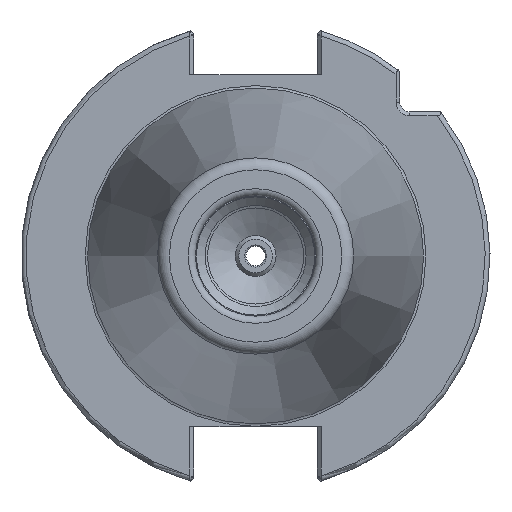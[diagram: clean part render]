
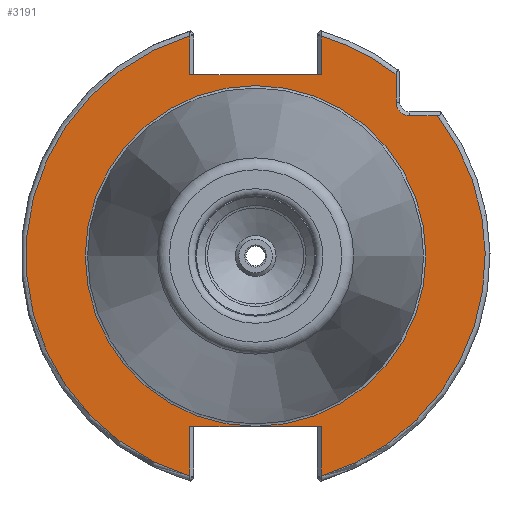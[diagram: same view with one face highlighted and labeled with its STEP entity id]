
A CAD part, left-side view. The second image highlights one B-rep face of the part: STEP entity #3191.
In plain terms, the highlighted planar face has unit normal (-1, 0, 0).
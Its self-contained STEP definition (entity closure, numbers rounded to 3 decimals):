
#207=FACE_BOUND('',#608,.T.);
#225=PLANE('',#3532);
#410=FACE_OUTER_BOUND('',#607,.T.);
#607=EDGE_LOOP('',(#2386,#2387,#2388,#2389,#2390,#2391,#2392,#2393,#2394,
#2395,#2396,#2397));
#608=EDGE_LOOP('',(#2398));
#781=LINE('',#5211,#964);
#803=LINE('',#5513,#986);
#805=LINE('',#5592,#988);
#806=LINE('',#5594,#989);
#807=LINE('',#5598,#990);
#808=LINE('',#5602,#991);
#809=LINE('',#5605,#992);
#810=LINE('',#5606,#993);
#964=VECTOR('',#3994,10.);
#986=VECTOR('',#4042,10.);
#988=VECTOR('',#4064,10.);
#989=VECTOR('',#4065,10.);
#990=VECTOR('',#4068,10.);
#991=VECTOR('',#4071,10.);
#992=VECTOR('',#4074,10.);
#993=VECTOR('',#4075,10.);
#1178=CIRCLE('',#3531,47.75);
#1179=CIRCLE('',#3533,47.75);
#1180=CIRCLE('',#3534,2.8);
#1181=CIRCLE('',#3535,47.75);
#1182=CIRCLE('',#3536,35.425);
#1362=VERTEX_POINT('',#5209);
#1363=VERTEX_POINT('',#5210);
#1391=VERTEX_POINT('',#5506);
#1394=VERTEX_POINT('',#5511);
#1401=VERTEX_POINT('',#5570);
#1403=VERTEX_POINT('',#5591);
#1404=VERTEX_POINT('',#5593);
#1405=VERTEX_POINT('',#5595);
#1406=VERTEX_POINT('',#5597);
#1407=VERTEX_POINT('',#5599);
#1408=VERTEX_POINT('',#5601);
#1409=VERTEX_POINT('',#5603);
#1410=VERTEX_POINT('',#5607);
#1717=EDGE_CURVE('',#1362,#1363,#781,.T.);
#1759=EDGE_CURVE('',#1394,#1391,#803,.T.);
#1771=EDGE_CURVE('',#1391,#1401,#1178,.T.);
#1774=EDGE_CURVE('',#1394,#1403,#805,.T.);
#1775=EDGE_CURVE('',#1404,#1403,#806,.T.);
#1776=EDGE_CURVE('',#1405,#1404,#1179,.T.);
#1777=EDGE_CURVE('',#1406,#1405,#807,.T.);
#1778=EDGE_CURVE('',#1407,#1406,#1180,.T.);
#1779=EDGE_CURVE('',#1408,#1407,#808,.T.);
#1780=EDGE_CURVE('',#1409,#1408,#1181,.T.);
#1781=EDGE_CURVE('',#1362,#1409,#809,.T.);
#1782=EDGE_CURVE('',#1401,#1363,#810,.T.);
#1783=EDGE_CURVE('',#1410,#1410,#1182,.T.);
#2386=ORIENTED_EDGE('',*,*,#1759,.F.);
#2387=ORIENTED_EDGE('',*,*,#1774,.T.);
#2388=ORIENTED_EDGE('',*,*,#1775,.F.);
#2389=ORIENTED_EDGE('',*,*,#1776,.F.);
#2390=ORIENTED_EDGE('',*,*,#1777,.F.);
#2391=ORIENTED_EDGE('',*,*,#1778,.F.);
#2392=ORIENTED_EDGE('',*,*,#1779,.F.);
#2393=ORIENTED_EDGE('',*,*,#1780,.F.);
#2394=ORIENTED_EDGE('',*,*,#1781,.F.);
#2395=ORIENTED_EDGE('',*,*,#1717,.T.);
#2396=ORIENTED_EDGE('',*,*,#1782,.F.);
#2397=ORIENTED_EDGE('',*,*,#1771,.F.);
#2398=ORIENTED_EDGE('',*,*,#1783,.T.);
#3191=ADVANCED_FACE('',(#410,#207),#225,.T.);
#3531=AXIS2_PLACEMENT_3D('',#5571,#4060,#4061);
#3532=AXIS2_PLACEMENT_3D('',#5590,#4062,#4063);
#3533=AXIS2_PLACEMENT_3D('',#5596,#4066,#4067);
#3534=AXIS2_PLACEMENT_3D('',#5600,#4069,#4070);
#3535=AXIS2_PLACEMENT_3D('',#5604,#4072,#4073);
#3536=AXIS2_PLACEMENT_3D('',#5608,#4076,#4077);
#3994=DIRECTION('',(0.,1.,0.));
#4042=DIRECTION('',(0.,0.,-1.));
#4060=DIRECTION('center_axis',(1.,0.,0.));
#4061=DIRECTION('ref_axis',(0.,0.,-1.));
#4062=DIRECTION('center_axis',(-1.,0.,0.));
#4063=DIRECTION('ref_axis',(0.,0.,1.));
#4064=DIRECTION('',(0.,-1.,0.));
#4065=DIRECTION('',(0.,0.,1.));
#4066=DIRECTION('center_axis',(1.,0.,0.));
#4067=DIRECTION('ref_axis',(0.,0.,-1.));
#4068=DIRECTION('',(0.,-1.,0.));
#4069=DIRECTION('center_axis',(-1.,0.,0.));
#4070=DIRECTION('ref_axis',(0.,1.,0.));
#4071=DIRECTION('',(0.,0.,-1.));
#4072=DIRECTION('center_axis',(1.,0.,0.));
#4073=DIRECTION('ref_axis',(0.,0.,-1.));
#4074=DIRECTION('',(0.,0.,1.));
#4075=DIRECTION('',(0.,0.,-1.));
#4076=DIRECTION('center_axis',(1.,0.,0.));
#4077=DIRECTION('ref_axis',(0.,0.,-1.));
#5209=CARTESIAN_POINT('',(3.2,-13.65,37.7));
#5210=CARTESIAN_POINT('',(3.2,13.65,37.7));
#5211=CARTESIAN_POINT('',(3.2,30.3,37.7));
#5506=CARTESIAN_POINT('',(3.2,13.65,-45.757));
#5511=CARTESIAN_POINT('',(3.2,13.65,-35.5));
#5513=CARTESIAN_POINT('',(3.2,13.65,-17.75));
#5570=CARTESIAN_POINT('',(3.2,13.65,45.757));
#5571=CARTESIAN_POINT('Origin',(3.2,0.,0.));
#5590=CARTESIAN_POINT('Origin',(3.2,47.75,0.));
#5591=CARTESIAN_POINT('',(3.2,-13.65,-35.5));
#5592=CARTESIAN_POINT('',(3.2,17.45,-35.5));
#5593=CARTESIAN_POINT('',(3.2,-13.65,-45.757));
#5594=CARTESIAN_POINT('',(3.2,-13.65,-27.75));
#5595=CARTESIAN_POINT('',(3.2,-37.781,29.2));
#5596=CARTESIAN_POINT('Origin',(3.2,0.,0.));
#5597=CARTESIAN_POINT('',(3.2,-32.,29.2));
#5598=CARTESIAN_POINT('',(3.2,7.875,29.2));
#5599=CARTESIAN_POINT('',(3.2,-29.2,32.));
#5600=CARTESIAN_POINT('Origin',(3.2,-32.,32.));
#5601=CARTESIAN_POINT('',(3.2,-29.2,37.781));
#5602=CARTESIAN_POINT('',(3.2,-29.2,20.));
#5603=CARTESIAN_POINT('',(3.2,-13.65,45.757));
#5604=CARTESIAN_POINT('Origin',(3.2,0.,0.));
#5605=CARTESIAN_POINT('',(3.2,-13.65,18.85));
#5606=CARTESIAN_POINT('',(3.2,13.65,28.85));
#5607=CARTESIAN_POINT('',(3.2,0.,35.425));
#5608=CARTESIAN_POINT('Origin',(3.2,0.,0.));
